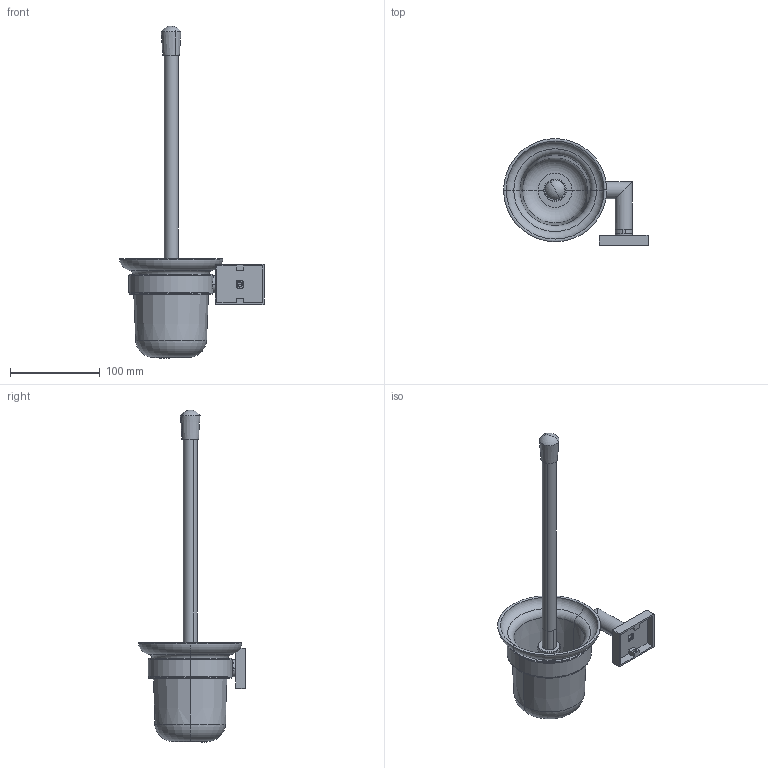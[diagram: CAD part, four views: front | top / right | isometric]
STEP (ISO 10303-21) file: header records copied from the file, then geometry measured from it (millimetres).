
FILE_DESCRIPTION (( 'STEP AP203' ), '1' );
FILE_NAME ('3188.STEP', '2016-07-20T08:43:15', ( '迾輿躂瑞' ), ( 'WwW.YlmF.CoM' ), 'SwSTEP 2.0', 'SolidWorks 2012', '' );
FILE_SCHEMA (( 'CONFIG_CONTROL_DESIGN' ));
Length unit declared in the file: millimetre
Products named in the file (13): 3188; 11鎮肭梟; 11鎮肭梟裔; 11鎮肭梟芃芛; 11鎮肭戚; 11马杯圈塑料; 31鎮戚殤; 11马杯圈; 31鎮戚筵奪; 31爾え; 31等裝褐; 31釱
Assembly tree (12 placements, depth 3):
  3188
    31釱
    31鎮戚殤
      31等裝褐
      31爾え
      31鎮戚筵奪
      11马杯圈
    11马杯圈塑料
    11鎮肭戚
    11鎮肭梟
      11鎮肭梟芃芛
      11鎮肭梟
      11鎮肭梟裔
Bounding box: 161.52 x 118.99 x 370 mm (x, y, z)
Volume: 153076.6 mm3; surface area: 146555.1 mm2
Topology: 10 solids, 10 shells, 209 faces, 501 edges, 317 vertices
Faces by surface type: cylinder 71, plane 69, cone 32, torus 20, bspline 17
Entity records: 14954 total; most frequent: CARTESIAN_POINT 8789, DIRECTION 1018, ORIENTED_EDGE 990, EDGE_CURVE 495, AXIS2_PLACEMENT_3D 402, VERTEX_POINT 317, EDGE_LOOP 236, LINE 214
